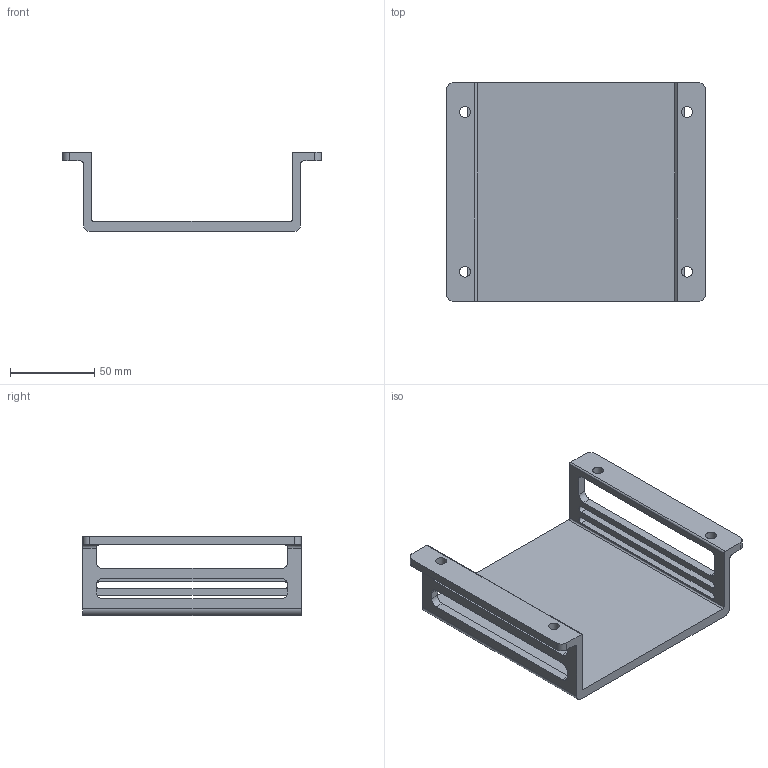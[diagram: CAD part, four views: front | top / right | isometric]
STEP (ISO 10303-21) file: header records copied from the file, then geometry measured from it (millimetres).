
FILE_DESCRIPTION(/* description */ (''),/* implementation_level */ '2;1');
FILE_NAME(/* name */ '010_NUC_Adapter.step',/* time_stamp */ '2025-11-22T19:18:55+01:00',/* author */ (''),/* organization */ (''),/* preprocessor_version */ 'ST-DEVELOPER v20.1',/* originating_system */ 'Autodesk Translation Framework v14.21.0.0',/* authorisation */ '');
FILE_SCHEMA (('AUTOMOTIVE_DESIGN { 1 0 10303 214 3 1 1 }'));
Length unit declared in the file: millimetre
Products named in the file (2): 2025-11-22-13-24-18-091; 2025-11-22-13-24-18-092
Assembly tree (1 placements, depth 2):
  2025-11-22-13-24-18-091
    2025-11-22-13-24-18-092
Bounding box: 154 x 130 x 47 mm (x, y, z)
Volume: 139124.3 mm3; surface area: 59230 mm2
Topology: 1 solids, 1 shells, 62 faces, 182 edges, 120 vertices
Faces by surface type: cylinder 34, plane 28
Full cylindrical faces by diameter (mm): 6.5 x4
Entity records: 2174 total; most frequent: DIRECTION 376, CARTESIAN_POINT 367, ORIENTED_EDGE 364, EDGE_CURVE 182, AXIS2_PLACEMENT_3D 129, VERTEX_POINT 120, LINE 118, VECTOR 118
